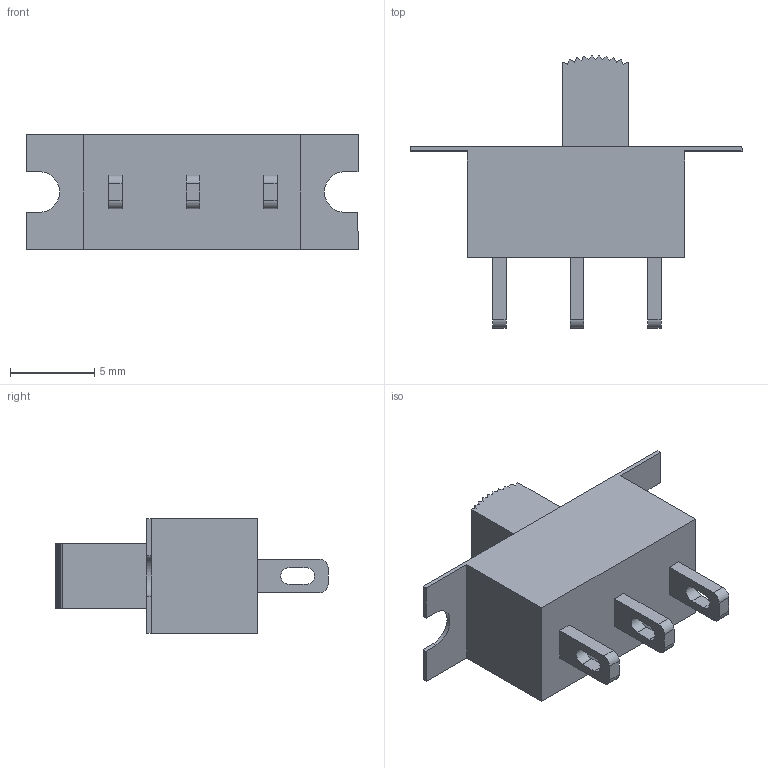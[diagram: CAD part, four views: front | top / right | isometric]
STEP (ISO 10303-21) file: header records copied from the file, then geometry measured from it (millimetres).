
FILE_DESCRIPTION (( 'STEP AP203' ), '1' );
FILE_NAME ('power switch.STEP', '2024-10-28T17:09:21', ( '' ), ( '' ), 'SwSTEP 2.0', 'SolidWorks 2023', '' );
FILE_SCHEMA (( 'CONFIG_CONTROL_DESIGN' ));
Length unit declared in the file: millimetre
Products named in the file (1): power switch
Bounding box: 19.7 x 16.14 x 6.8 mm (x, y, z)
Volume: 675.1 mm3; surface area: 678.6 mm2
Topology: 1 solids, 1 shells, 89 faces, 247 edges, 164 vertices
Faces by surface type: plane 65, cylinder 24
Entity records: 2920 total; most frequent: CARTESIAN_POINT 501, ORIENTED_EDGE 494, DIRECTION 475, EDGE_CURVE 247, VECTOR 199, LINE 199, VERTEX_POINT 164, AXIS2_PLACEMENT_3D 138
